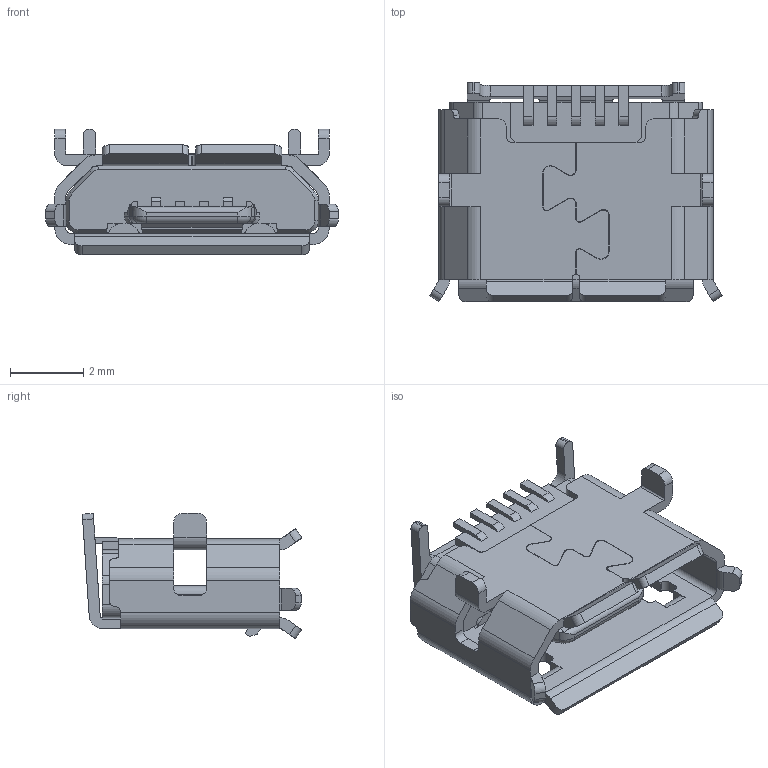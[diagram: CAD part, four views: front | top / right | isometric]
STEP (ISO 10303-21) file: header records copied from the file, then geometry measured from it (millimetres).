
FILE_DESCRIPTION(('CoCreate Modeling STEP Export'),'2;1');
FILE_NAME('0.stp','2017-09-15T21:38:37',(''),(''),'CoCreate Modeling STEP processor for AP214 (Solid Model)','CoCreate Modeling 16.00 13-May-2008 (C) Parametric Technology GmbH','');
FILE_SCHEMA(('AUTOMOTIVE_DESIGN { 1 0 10303 214 1 1 1 1 }'));
Length unit declared in the file: millimetre
Products named in the file (1): MSBR
Bounding box: 8 x 6 x 3.42 mm (x, y, z)
Volume: 47.5 mm3; surface area: 285.8 mm2
Topology: 1 solids, 1 shells, 723 faces, 2154 edges, 1371 vertices
Faces by surface type: plane 478, cylinder 227, cone 8, bspline 6, torus 4
Entity records: 24459 total; most frequent: CARTESIAN_POINT 4783, ORIENTED_EDGE 4304, DIRECTION 3964, EDGE_CURVE 2152, VECTOR 1634, LINE 1634, VERTEX_POINT 1371, AXIS2_PLACEMENT_3D 1165
